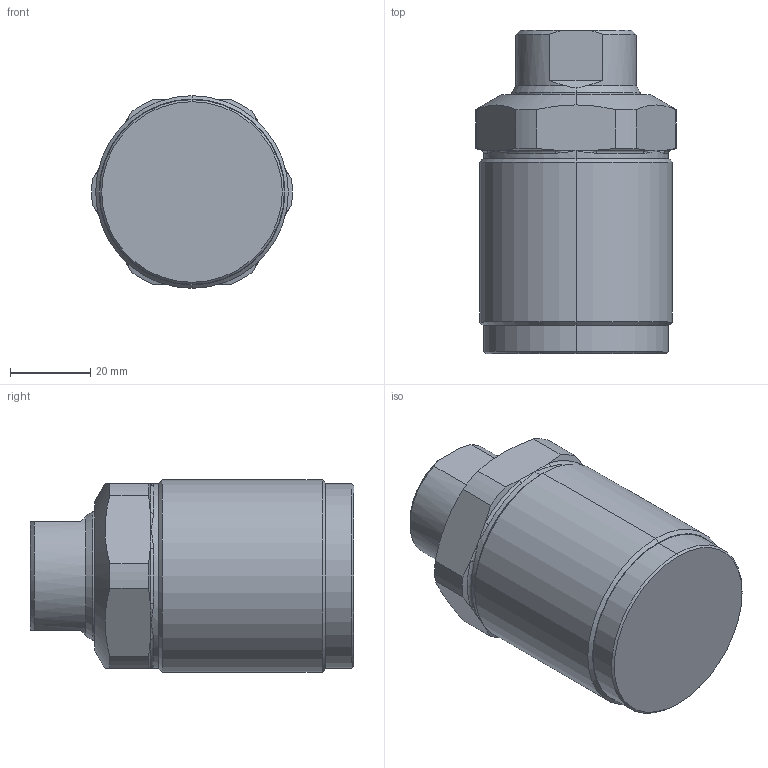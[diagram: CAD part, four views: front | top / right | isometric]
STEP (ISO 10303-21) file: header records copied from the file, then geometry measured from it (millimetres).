
FILE_DESCRIPTION (( 'STEP AP214' ), '1' );
FILE_NAME ('CMC20-15.STEP', '2005-12-23T07:53:29', ( '' ), ( '' ), 'SwSTEP 2.0', 'SolidWorks 2004334', '' );
FILE_SCHEMA (( 'AUTOMOTIVE_DESIGN' ));
Length unit declared in the file: millimetre
Products named in the file (3): CMC20-15BODY_蹬怮椔; CMC20-15; CMC20-15 ROD_蹬怮椔
Assembly tree (2 placements, depth 2):
  CMC20-15
    CMC20-15 ROD_蹬怮椔
    CMC20-15BODY_蹬怮椔
Bounding box: 49.96 x 80.5 x 48 mm (x, y, z)
Volume: 122462.7 mm3; surface area: 19831.6 mm2
Topology: 2 solids, 2 shells, 80 faces, 196 edges, 111 vertices
Faces by surface type: cylinder 22, cone 22, plane 18, bspline 12, torus 6
Entity records: 5840 total; most frequent: CARTESIAN_POINT 4050, ORIENTED_EDGE 364, DIRECTION 350, EDGE_CURVE 182, AXIS2_PLACEMENT_3D 151, VERTEX_POINT 111, EDGE_LOOP 85, ADVANCED_FACE 80
